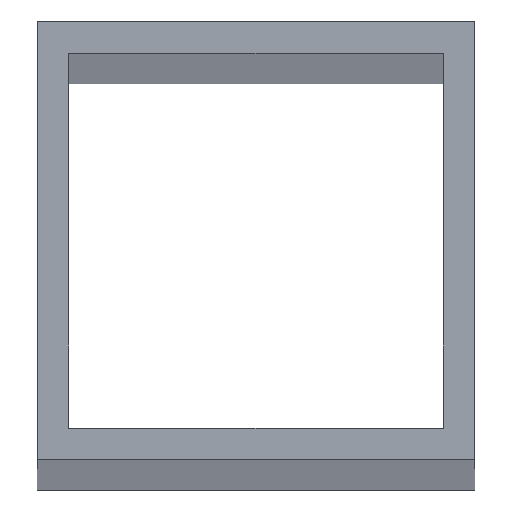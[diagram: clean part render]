
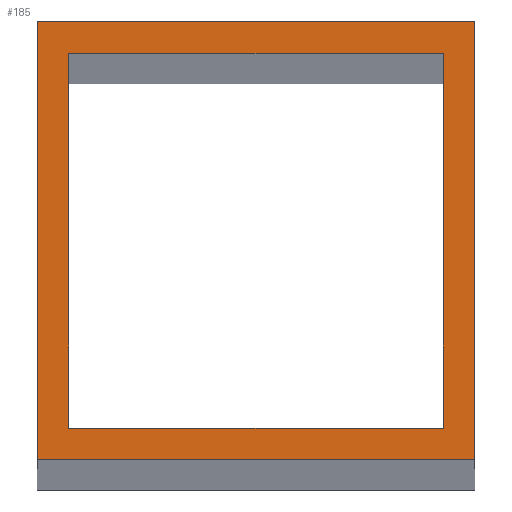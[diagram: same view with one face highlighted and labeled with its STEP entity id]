
A CAD part, top view. The second image highlights one B-rep face of the part: STEP entity #185.
In plain terms, the highlighted planar face has unit normal (0, 0, 1).
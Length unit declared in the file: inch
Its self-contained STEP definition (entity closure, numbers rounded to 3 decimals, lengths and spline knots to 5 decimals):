
#15=FACE_BOUND('',#28,.T.);
#17=FACE_OUTER_BOUND('',#27,.T.);
#27=EDGE_LOOP('',(#127,#128,#129,#130));
#28=EDGE_LOOP('',(#131,#132,#133,#134));
#39=LINE('',#275,#63);
#40=LINE('',#277,#64);
#41=LINE('',#279,#65);
#42=LINE('',#280,#66);
#43=LINE('',#283,#67);
#44=LINE('',#285,#68);
#45=LINE('',#287,#69);
#46=LINE('',#288,#70);
#63=VECTOR('',#229,39.37008);
#64=VECTOR('',#230,39.37008);
#65=VECTOR('',#231,39.37008);
#66=VECTOR('',#232,39.37008);
#67=VECTOR('',#233,39.37008);
#68=VECTOR('',#234,39.37008);
#69=VECTOR('',#235,39.37008);
#70=VECTOR('',#236,39.37008);
#87=VERTEX_POINT('',#273);
#88=VERTEX_POINT('',#274);
#89=VERTEX_POINT('',#276);
#90=VERTEX_POINT('',#278);
#91=VERTEX_POINT('',#281);
#92=VERTEX_POINT('',#282);
#93=VERTEX_POINT('',#284);
#94=VERTEX_POINT('',#286);
#103=EDGE_CURVE('',#87,#88,#39,.T.);
#104=EDGE_CURVE('',#88,#89,#40,.T.);
#105=EDGE_CURVE('',#89,#90,#41,.T.);
#106=EDGE_CURVE('',#90,#87,#42,.T.);
#107=EDGE_CURVE('',#91,#92,#43,.T.);
#108=EDGE_CURVE('',#93,#91,#44,.T.);
#109=EDGE_CURVE('',#94,#93,#45,.T.);
#110=EDGE_CURVE('',#92,#94,#46,.T.);
#127=ORIENTED_EDGE('',*,*,#103,.T.);
#128=ORIENTED_EDGE('',*,*,#104,.T.);
#129=ORIENTED_EDGE('',*,*,#105,.T.);
#130=ORIENTED_EDGE('',*,*,#106,.T.);
#131=ORIENTED_EDGE('',*,*,#107,.F.);
#132=ORIENTED_EDGE('',*,*,#108,.F.);
#133=ORIENTED_EDGE('',*,*,#109,.F.);
#134=ORIENTED_EDGE('',*,*,#110,.F.);
#175=PLANE('',#215);
#185=ADVANCED_FACE('',(#17,#15),#175,.F.);
#215=AXIS2_PLACEMENT_3D('',#272,#227,#228);
#227=DIRECTION('center_axis',(0.,0.,-1.));
#228=DIRECTION('ref_axis',(-1.,0.,0.));
#229=DIRECTION('',(0.,-1.,0.));
#230=DIRECTION('',(1.,0.,0.));
#231=DIRECTION('',(0.,1.,0.));
#232=DIRECTION('',(-1.,0.,0.));
#233=DIRECTION('',(0.,-1.,0.));
#234=DIRECTION('',(-1.,0.,0.));
#235=DIRECTION('',(0.,1.,0.));
#236=DIRECTION('',(1.,0.,0.));
#272=CARTESIAN_POINT('Origin',(0.,0.,70.));
#273=CARTESIAN_POINT('',(0.,1.75,70.));
#274=CARTESIAN_POINT('',(0.,0.,70.));
#275=CARTESIAN_POINT('',(0.,0.,70.));
#276=CARTESIAN_POINT('',(1.75,0.,70.));
#277=CARTESIAN_POINT('',(0.,0.,70.));
#278=CARTESIAN_POINT('',(1.75,1.75,70.));
#279=CARTESIAN_POINT('',(1.75,0.,70.));
#280=CARTESIAN_POINT('',(0.,1.75,70.));
#281=CARTESIAN_POINT('',(0.125,1.625,70.));
#282=CARTESIAN_POINT('',(0.125,0.125,70.));
#283=CARTESIAN_POINT('',(0.125,0.125,70.));
#284=CARTESIAN_POINT('',(1.625,1.625,70.));
#285=CARTESIAN_POINT('',(0.125,1.625,70.));
#286=CARTESIAN_POINT('',(1.625,0.125,70.));
#287=CARTESIAN_POINT('',(1.625,0.125,70.));
#288=CARTESIAN_POINT('',(0.125,0.125,70.));
